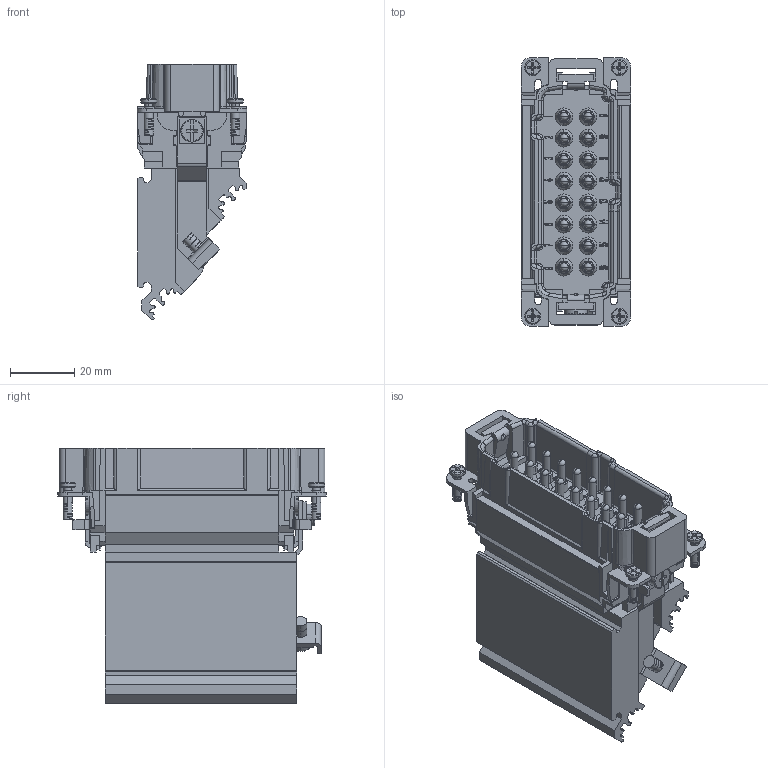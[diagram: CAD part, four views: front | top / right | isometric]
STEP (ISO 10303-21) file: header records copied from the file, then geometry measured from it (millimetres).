
FILE_DESCRIPTION((''),'2;1');
FILE_NAME('16-M','2017-09-12T',('tl.yang'),(''),'PRO/ENGINEER BY PARAMETRIC TECHNOLOGY CORPORATION, 2011500','PRO/ENGINEER BY PARAMETRIC TECHNOLOGY CORPORATION, 2011500','');
FILE_SCHEMA(('CONFIG_CONTROL_DESIGN'));
Products named in the file (1): 16-M
Bounding box: 34.2 x 83.8 x 79.75 mm (x, y, z)
Volume: 97991.7 mm3; surface area: 33432.3 mm2
Topology: 1 solids, 2 shells, 2775 faces, 8084 edges, 5371 vertices
Faces by surface type: plane 2188, cylinder 350, cone 120, bspline 52, sphere 48, torus 15, extrusion 2
Entity records: 93761 total; most frequent: CARTESIAN_POINT 20555, ORIENTED_EDGE 16072, DIRECTION 13966, EDGE_CURVE 8036, VECTOR 6660, LINE 6658, VERTEX_POINT 5371, AXIS2_PLACEMENT_3D 3653
